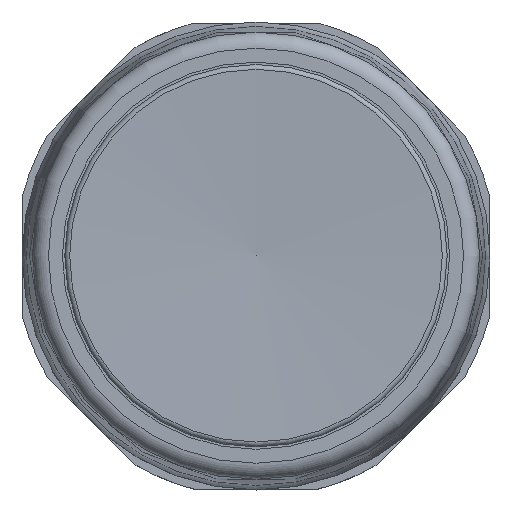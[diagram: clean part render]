
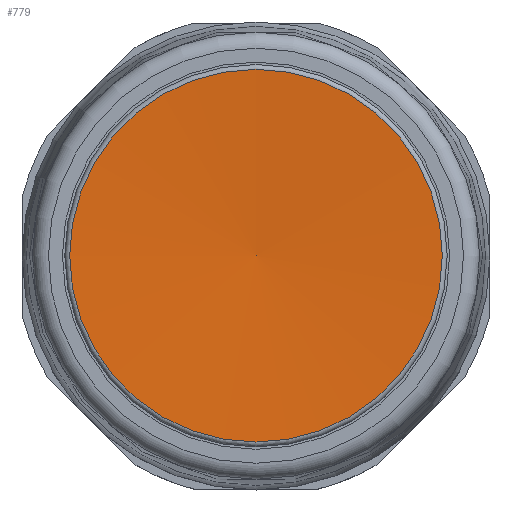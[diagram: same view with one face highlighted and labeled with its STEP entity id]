
A CAD part, top view. The second image highlights one B-rep face of the part: STEP entity #779.
In plain terms, the highlighted spherical face has radius 133.653 mm.
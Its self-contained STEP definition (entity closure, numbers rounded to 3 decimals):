
#42=SPHERICAL_SURFACE('',#7557,133.652);
#779=ADVANCED_FACE('',(#1365),#42,.F.);
#1365=FACE_OUTER_BOUND('',#1765,.T.);
#1765=EDGE_LOOP('',(#4764));
#4764=ORIENTED_EDGE('',*,*,#6427,.T.);
#5623=VERTEX_POINT('',#11107);
#6427=EDGE_CURVE('',#5623,#5623,#6975,.T.);
#6975=CIRCLE('',#7335,11.55);
#7335=AXIS2_PLACEMENT_3D('',#11106,#8532,#8533);
#7557=AXIS2_PLACEMENT_3D('',#12059,#9235,#9236);
#8532=DIRECTION('',(0.,0.,1.));
#8533=DIRECTION('',(1.,0.,0.));
#9235=DIRECTION('',(0.,0.,1.));
#9236=DIRECTION('',(1.,0.,0.));
#11106=CARTESIAN_POINT('',(0.,0.,55.5));
#11107=CARTESIAN_POINT('',(11.55,0.,55.5));
#12059=CARTESIAN_POINT('',(0.,0.,188.652));
